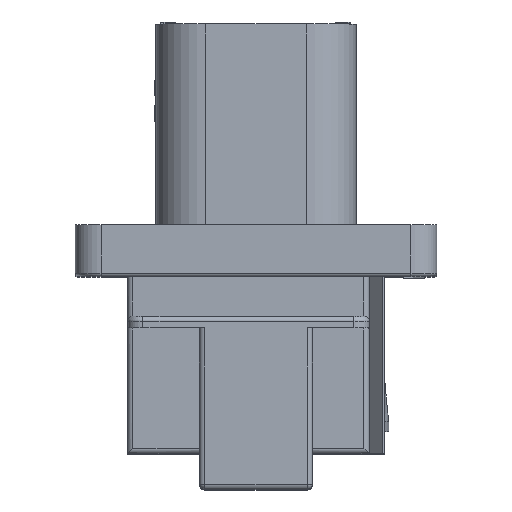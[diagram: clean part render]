
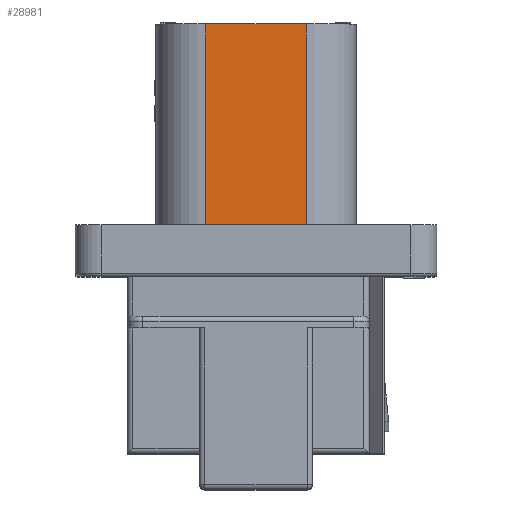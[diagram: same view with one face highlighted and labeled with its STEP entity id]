
A CAD part, top view. The second image highlights one B-rep face of the part: STEP entity #28981.
In plain terms, the highlighted planar face has unit normal (0, 0, 1).
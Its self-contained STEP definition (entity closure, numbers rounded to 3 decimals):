
#6282=DIRECTION('',(1.,0.,0.));
#6283=VECTOR('',#6282,9.9);
#6284=CARTESIAN_POINT('',(-4.95,22.48,12.2));
#6285=LINE('',#6284,#6283);
#6286=DIRECTION('',(0.,-1.,0.));
#6287=VECTOR('',#6286,19.72);
#6288=CARTESIAN_POINT('',(-4.95,42.2,12.2));
#6289=LINE('',#6288,#6287);
#6290=DIRECTION('',(0.,-1.,0.));
#6291=VECTOR('',#6290,19.72);
#6292=CARTESIAN_POINT('',(4.95,42.2,12.2));
#6293=LINE('',#6292,#6291);
#6347=DIRECTION('',(1.,0.,0.));
#6348=VECTOR('',#6347,9.9);
#6349=CARTESIAN_POINT('',(-4.95,42.2,12.2));
#6350=LINE('',#6349,#6348);
#15376=CARTESIAN_POINT('',(-4.95,42.2,12.2));
#15378=VERTEX_POINT('',#15376);
#15383=CARTESIAN_POINT('',(4.95,42.2,12.2));
#15385=VERTEX_POINT('',#15383);
#18501=CARTESIAN_POINT('',(-4.95,22.48,12.2));
#18502=CARTESIAN_POINT('',(4.95,22.48,12.2));
#18503=VERTEX_POINT('',#18501);
#18504=VERTEX_POINT('',#18502);
#28968=CARTESIAN_POINT('',(-9.825,0.,12.2));
#28969=DIRECTION('',(0.,0.,1.));
#28970=DIRECTION('',(1.,0.,0.));
#28971=AXIS2_PLACEMENT_3D('',#28968,#28969,#28970);
#28972=PLANE('',#28971);
#28973=ORIENTED_EDGE('',*,*,#22415,.F.);
#28975=ORIENTED_EDGE('',*,*,#28974,.F.);
#28977=ORIENTED_EDGE('',*,*,#28976,.T.);
#28978=ORIENTED_EDGE('',*,*,#28960,.T.);
#28979=EDGE_LOOP('',(#28973,#28975,#28977,#28978));
#28980=FACE_OUTER_BOUND('',#28979,.F.);
#28981=ADVANCED_FACE('',(#28980),#28972,.T.);
#22415=EDGE_CURVE('',#18503,#18504,#6285,.T.);
#28960=EDGE_CURVE('',#15385,#18504,#6293,.T.);
#28974=EDGE_CURVE('',#15378,#18503,#6289,.T.);
#28976=EDGE_CURVE('',#15378,#15385,#6350,.T.);
